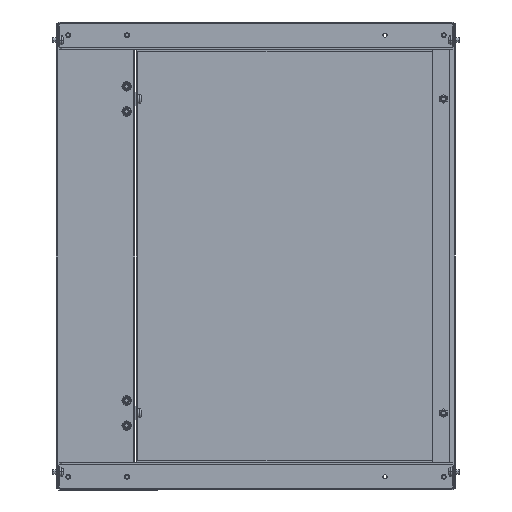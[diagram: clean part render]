
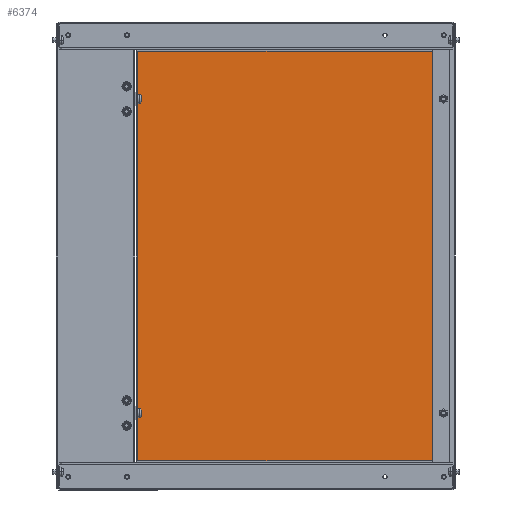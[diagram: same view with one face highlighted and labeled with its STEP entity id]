
A CAD part, left-side view. The second image highlights one B-rep face of the part: STEP entity #6374.
In plain terms, the highlighted planar face has unit normal (-1, 0, 0).
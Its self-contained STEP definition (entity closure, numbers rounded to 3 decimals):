
#88 = CARTESIAN_POINT ( 'NONE',  ( 54.25, 5.25, -238.15 ) ) ;
#251 = EDGE_CURVE ( 'NONE', #26784, #11356, #26839, .T. ) ;
#1507 = EDGE_CURVE ( 'NONE', #11356, #23047, #28234, .T. ) ;
#1978 = LINE ( 'NONE', #8607, #25474 ) ;
#2442 = VECTOR ( 'NONE', #27800, 1000. ) ;
#2766 = DIRECTION ( 'NONE',  ( 0., 0., 1. ) ) ;
#3521 = CARTESIAN_POINT ( 'NONE',  ( 54.25, 193., -498.65 ) ) ;
#3667 = DIRECTION ( 'NONE',  ( 0., 0., -1. ) ) ;
#5068 = CARTESIAN_POINT ( 'NONE',  ( 54.25, 5.25, -498.65 ) ) ;
#5261 = ORIENTED_EDGE ( 'NONE', *, *, #9873, .T. ) ;
#6374 = ADVANCED_FACE ( 'NONE', ( #27426 ), #16351, .T. ) ;
#7723 = CARTESIAN_POINT ( 'NONE',  ( 54.25, 380.75, -759.15 ) ) ;
#8607 = CARTESIAN_POINT ( 'NONE',  ( 54.25, 380.75, -498.65 ) ) ;
#9238 = AXIS2_PLACEMENT_3D ( 'NONE', #3521, #10041, #3667 ) ;
#9865 = ORIENTED_EDGE ( 'NONE', *, *, #1507, .T. ) ;
#9873 = EDGE_CURVE ( 'NONE', #21209, #26784, #10339, .T. ) ;
#10041 = DIRECTION ( 'NONE',  ( -1., 0., 0. ) ) ;
#10339 = LINE ( 'NONE', #25749, #12828 ) ;
#11000 = CARTESIAN_POINT ( 'NONE',  ( 54.25, 193., -238.15 ) ) ;
#11017 = VECTOR ( 'NONE', #2766, 1000. ) ;
#11356 = VERTEX_POINT ( 'NONE', #88 ) ;
#12358 = EDGE_CURVE ( 'NONE', #23047, #21209, #1978, .T. ) ;
#12828 = VECTOR ( 'NONE', #19095, 1000. ) ;
#12911 = ORIENTED_EDGE ( 'NONE', *, *, #12358, .T. ) ;
#13130 = ORIENTED_EDGE ( 'NONE', *, *, #251, .T. ) ;
#16351 = PLANE ( 'NONE',  #9238 ) ;
#19095 = DIRECTION ( 'NONE',  ( 0., -1., 0. ) ) ;
#19125 = DIRECTION ( 'NONE',  ( 0., 0., -1. ) ) ;
#21209 = VERTEX_POINT ( 'NONE', #7723 ) ;
#23017 = CARTESIAN_POINT ( 'NONE',  ( 54.25, 5.25, -759.15 ) ) ;
#23047 = VERTEX_POINT ( 'NONE', #24596 ) ;
#24596 = CARTESIAN_POINT ( 'NONE',  ( 54.25, 380.75, -238.15 ) ) ;
#25474 = VECTOR ( 'NONE', #19125, 1000. ) ;
#25749 = CARTESIAN_POINT ( 'NONE',  ( 54.25, 193., -759.15 ) ) ;
#25903 = EDGE_LOOP ( 'NONE', ( #9865, #12911, #5261, #13130 ) ) ;
#26784 = VERTEX_POINT ( 'NONE', #23017 ) ;
#26839 = LINE ( 'NONE', #5068, #11017 ) ;
#27426 = FACE_OUTER_BOUND ( 'NONE', #25903, .T. ) ;
#27800 = DIRECTION ( 'NONE',  ( 0., 1., 0. ) ) ;
#28234 = LINE ( 'NONE', #11000, #2442 ) ;
